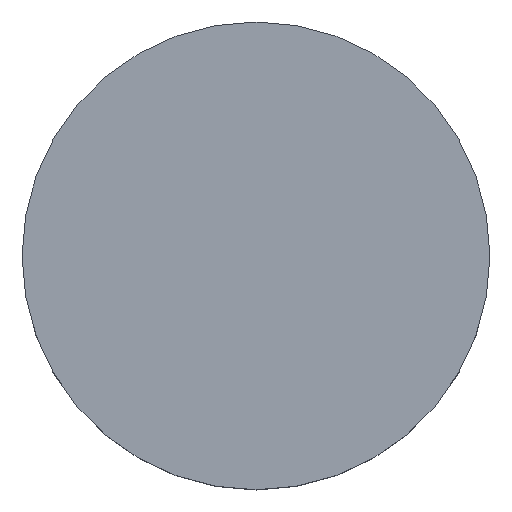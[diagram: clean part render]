
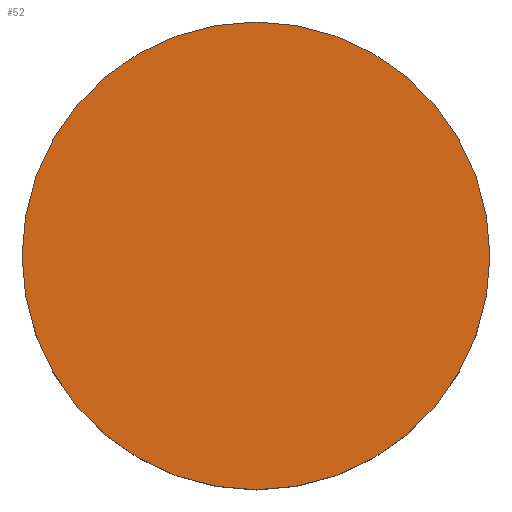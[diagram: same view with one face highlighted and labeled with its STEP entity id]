
A CAD part, top view. The second image highlights one B-rep face of the part: STEP entity #52.
In plain terms, the highlighted planar face has unit normal (0, 0, 1).
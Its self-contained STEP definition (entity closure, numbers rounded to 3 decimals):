
#14 = CARTESIAN_POINT ( 'NONE',  ( 0., 0., 2.6 ) ) ;
#20 = AXIS2_PLACEMENT_3D ( 'NONE', #65, #49, #98 ) ;
#28 = CARTESIAN_POINT ( 'NONE',  ( 0., 13.158, 2.6 ) ) ;
#29 = EDGE_LOOP ( 'NONE', ( #222, #35 ) ) ;
#35 = ORIENTED_EDGE ( 'NONE', *, *, #233, .F. ) ;
#47 = DIRECTION ( 'NONE',  ( 1., 0., 0. ) ) ;
#49 = DIRECTION ( 'NONE',  ( 0., 0., -1. ) ) ;
#52 = ADVANCED_FACE ( 'NONE', ( #122 ), #163, .T. ) ;
#65 = CARTESIAN_POINT ( 'NONE',  ( 0., 0., 2.6 ) ) ;
#69 = VERTEX_POINT ( 'NONE', #77 ) ;
#71 = CIRCLE ( 'NONE', #119, 6.35 ) ;
#77 = CARTESIAN_POINT ( 'NONE',  ( -6.35, 0., 2.6 ) ) ;
#79 = DIRECTION ( 'NONE',  ( 0., 0., 1. ) ) ;
#91 = DIRECTION ( 'NONE',  ( 1., 0., 0. ) ) ;
#98 = DIRECTION ( 'NONE',  ( 1., 0., 0. ) ) ;
#119 = AXIS2_PLACEMENT_3D ( 'NONE', #14, #170, #47 ) ;
#122 = FACE_OUTER_BOUND ( 'NONE', #29, .T. ) ;
#162 = AXIS2_PLACEMENT_3D ( 'NONE', #28, #79, #91 ) ;
#163 = PLANE ( 'NONE',  #162 ) ;
#168 = EDGE_CURVE ( 'NONE', #171, #69, #71, .T. ) ;
#170 = DIRECTION ( 'NONE',  ( 0., 0., -1. ) ) ;
#171 = VERTEX_POINT ( 'NONE', #227 ) ;
#201 = CIRCLE ( 'NONE', #20, 6.35 ) ;
#222 = ORIENTED_EDGE ( 'NONE', *, *, #168, .F. ) ;
#227 = CARTESIAN_POINT ( 'NONE',  ( 6.35, 0., 2.6 ) ) ;
#233 = EDGE_CURVE ( 'NONE', #69, #171, #201, .T. ) ;
